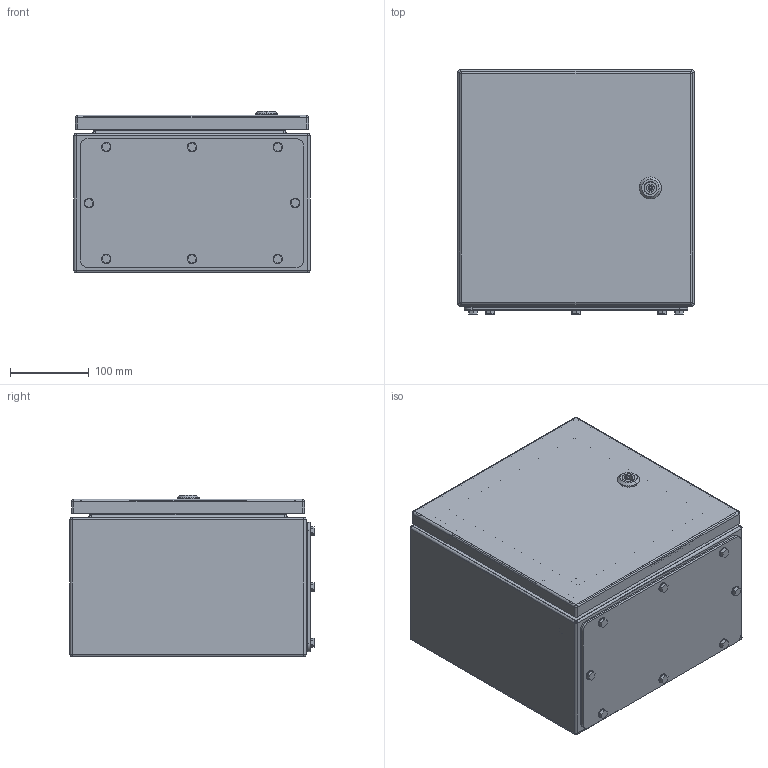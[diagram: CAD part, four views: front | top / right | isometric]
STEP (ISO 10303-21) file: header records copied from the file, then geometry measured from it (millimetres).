
FILE_DESCRIPTION(('CATIA V5 STEP Exchange','CAx-IF Rec.Pracs.--- Model Styling and Organization---1.5--- 2016-08-15','CAx-IF Rec.Pracs.---Supplemental Geometry---1.0---2011-11-01','CAx-IF Rec.Pracs.--- Composite Materials ---1.1---2010-07-15'),'2;1');
FILE_NAME ('D1518919_2', '2024-11-15T07:46:47+00:00', ('none'), ('Weidmueller'), 'CATIA Version 5-6 Release 2022 SP4 HF5', 'CATIA V5 STEP AP214 v3', 'none');
FILE_SCHEMA(('AUTOMOTIVE_DESIGN { 1 0 10303 214 1 1 1 1 }'));
Length unit declared in the file: millimetre
Products named in the file (1): QL KEBI 300X300X200 1GP
Bounding box: 300 x 310 x 205 mm (x, y, z)
Volume: 996538.5 mm3; surface area: 1080011.6 mm2
Topology: 39 solids, 39 shells, 1068 faces, 2589 edges, 1624 vertices
Faces by surface type: plane 467, cylinder 405, bspline 74, cone 68, torus 30, sphere 24
Entity records: 35494 total; most frequent: CARTESIAN_POINT 12247, ORIENTED_EDGE 5130, DIRECTION 3379, EDGE_CURVE 2565, VERTEX_POINT 1624, AXIS2_PLACEMENT_3D 1350, VECTOR 1322, LINE 1322
